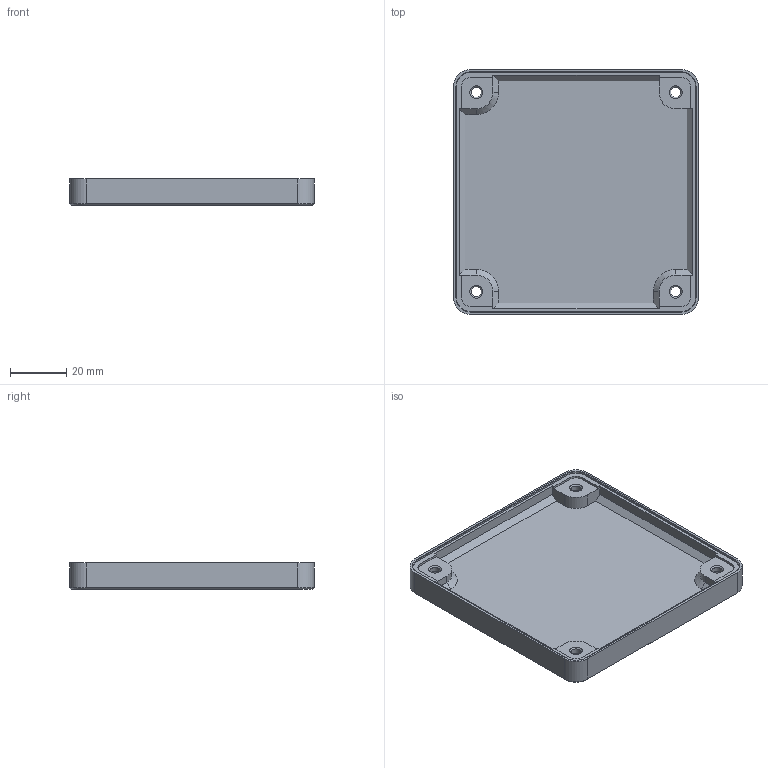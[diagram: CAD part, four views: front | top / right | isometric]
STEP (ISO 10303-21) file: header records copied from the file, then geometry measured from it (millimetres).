
FILE_DESCRIPTION(/* description */ (''),/* implementation_level */ '2;1');
FILE_NAME(/* name */ 'Kitsune Plus Plus bottom.step',/* time_stamp */ '2025-05-16T12:32:28+01:00',/* author */ (''),/* organization */ (''),/* preprocessor_version */ 'ST-DEVELOPER v20.1',/* originating_system */ 'Autodesk Translation Framework v14.4.0.0',/* authorisation */ '');
FILE_SCHEMA (('AUTOMOTIVE_DESIGN { 1 0 10303 214 3 1 1 }'));
Length unit declared in the file: millimetre
Products named in the file (1): Kitsune Plus Plus bottom
Bounding box: 87.28 x 87.28 x 9.4 mm (x, y, z)
Volume: 28723.9 mm3; surface area: 21300.5 mm2
Topology: 1 solids, 1 shells, 1240 faces, 3365 edges, 2214 vertices
Faces by surface type: plane 644, bspline 545, cylinder 28, cone 23
Full cylindrical faces by diameter (mm): 3.6 x4, 4.5 x4, 5.2 x4
Entity records: 43663 total; most frequent: CARTESIAN_POINT 16085, ORIENTED_EDGE 6730, DIRECTION 3746, EDGE_CURVE 3365, VERTEX_POINT 2214, LINE 2196, VECTOR 2196, EDGE_LOOP 1335
